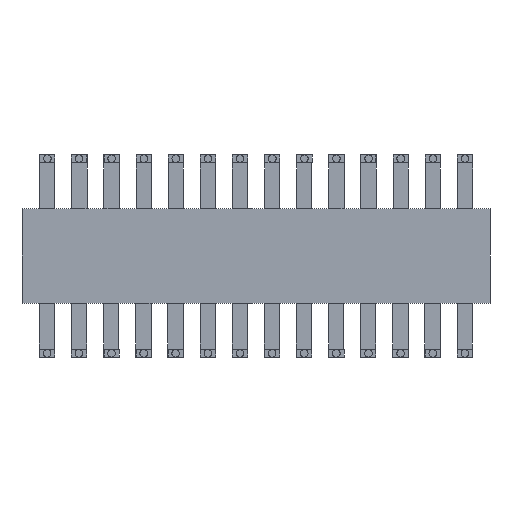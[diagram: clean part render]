
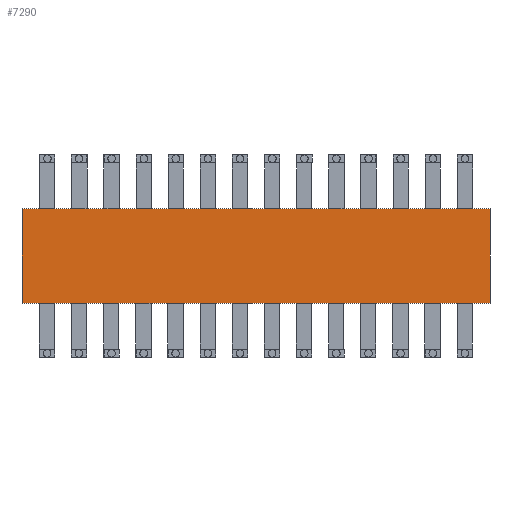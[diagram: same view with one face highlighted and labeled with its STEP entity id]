
A CAD part, front view. The second image highlights one B-rep face of the part: STEP entity #7290.
In plain terms, the highlighted planar face has unit normal (0, -1, 0).
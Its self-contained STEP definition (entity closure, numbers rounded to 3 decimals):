
#395=PLANE('',#7807);
#778=FACE_OUTER_BOUND('',#1189,.T.);
#1189=EDGE_LOOP('',(#6491,#6492,#6493,#6494));
#2145=LINE('',#11594,#2993);
#2147=LINE('',#11598,#2995);
#2149=LINE('',#11602,#2997);
#2151=LINE('',#11605,#2999);
#2993=VECTOR('',#9637,10.);
#2995=VECTOR('',#9641,10.);
#2997=VECTOR('',#9645,10.);
#2999=VECTOR('',#9649,10.);
#3605=VERTEX_POINT('',#11591);
#3606=VERTEX_POINT('',#11593);
#3607=VERTEX_POINT('',#11597);
#3608=VERTEX_POINT('',#11601);
#4564=EDGE_CURVE('',#3606,#3605,#2145,.T.);
#4566=EDGE_CURVE('',#3605,#3607,#2147,.T.);
#4568=EDGE_CURVE('',#3607,#3608,#2149,.T.);
#4570=EDGE_CURVE('',#3608,#3606,#2151,.T.);
#6491=ORIENTED_EDGE('',*,*,#4570,.T.);
#6492=ORIENTED_EDGE('',*,*,#4564,.T.);
#6493=ORIENTED_EDGE('',*,*,#4566,.T.);
#6494=ORIENTED_EDGE('',*,*,#4568,.T.);
#7290=ADVANCED_FACE('',(#778),#395,.T.);
#7807=AXIS2_PLACEMENT_3D('',#11606,#9650,#9651);
#9637=DIRECTION('',(0.,0.,-1.));
#9641=DIRECTION('',(1.,0.,0.));
#9645=DIRECTION('',(0.,0.,1.));
#9649=DIRECTION('',(-1.,0.,0.));
#9650=DIRECTION('center_axis',(0.,-1.,0.));
#9651=DIRECTION('ref_axis',(0.,0.,-1.));
#11591=CARTESIAN_POINT('',(-37.,0.,-7.5));
#11593=CARTESIAN_POINT('',(-37.,0.,0.));
#11594=CARTESIAN_POINT('',(-37.,0.,0.));
#11597=CARTESIAN_POINT('',(0.,0.,-7.5));
#11598=CARTESIAN_POINT('',(-37.,0.,-7.5));
#11601=CARTESIAN_POINT('',(0.,0.,0.));
#11602=CARTESIAN_POINT('',(0.,0.,-7.5));
#11605=CARTESIAN_POINT('',(0.,0.,0.));
#11606=CARTESIAN_POINT('Origin',(-18.5,0.,-3.75));
